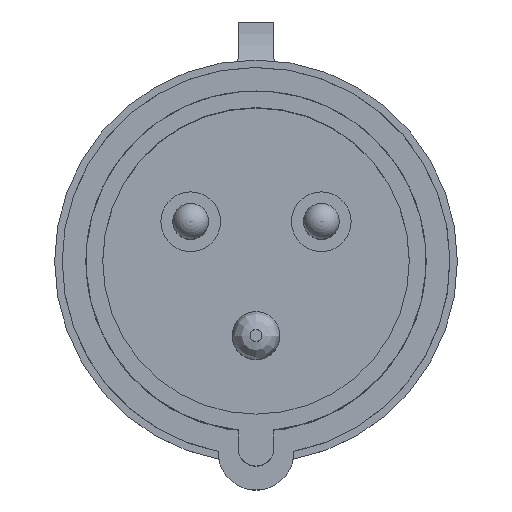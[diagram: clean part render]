
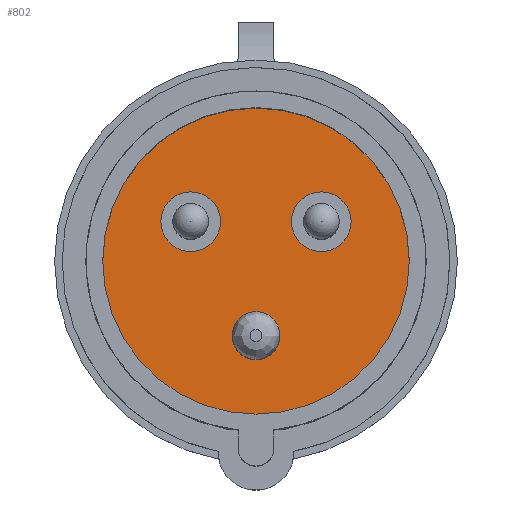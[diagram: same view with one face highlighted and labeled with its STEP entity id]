
A CAD part, top view. The second image highlights one B-rep face of the part: STEP entity #802.
In plain terms, the highlighted planar face has unit normal (0, 0, 1).
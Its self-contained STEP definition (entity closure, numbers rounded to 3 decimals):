
#324=CIRCLE('',#9614,32.05);
#802=ADVANCED_FACE('',(#1658),#1230,.T.);
#1230=PLANE('',#9664);
#1658=FACE_OUTER_BOUND('',#2132,.T.);
#2132=EDGE_LOOP('',(#4600));
#4600=ORIENTED_EDGE('',*,*,#6757,.T.);
#5521=VERTEX_POINT('',#14419);
#6757=EDGE_CURVE('',#5521,#5521,#324,.T.);
#9614=AXIS2_PLACEMENT_3D('',#14418,#11757,#11758);
#9664=AXIS2_PLACEMENT_3D('',#14523,#11887,#11888);
#11757=DIRECTION('',(0.,0.,1.));
#11758=DIRECTION('',(1.,0.,0.));
#11887=DIRECTION('',(0.,0.,1.));
#11888=DIRECTION('',(-1.,0.,0.));
#14418=CARTESIAN_POINT('',(0.,0.,-114.55));
#14419=CARTESIAN_POINT('',(32.05,0.,-114.55));
#14523=CARTESIAN_POINT('',(0.,0.,-114.55));
